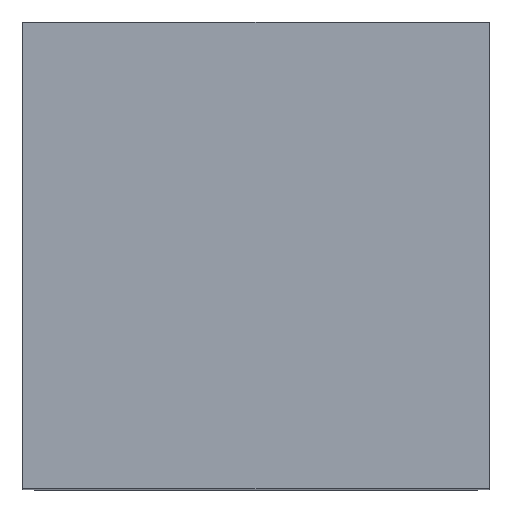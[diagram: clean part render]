
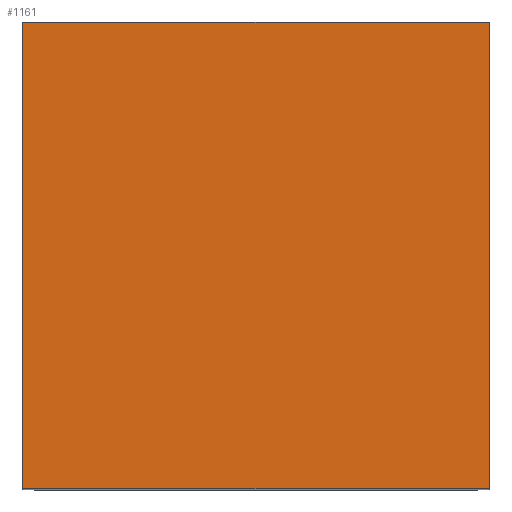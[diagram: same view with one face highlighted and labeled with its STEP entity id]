
A CAD part, top view. The second image highlights one B-rep face of the part: STEP entity #1161.
In plain terms, the highlighted face is planar.
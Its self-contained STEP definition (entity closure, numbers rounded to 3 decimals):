
#38=PLANE('',#1265);
#241=ORIENTED_EDGE('',*,*,#545,.T.);
#242=ORIENTED_EDGE('',*,*,#529,.F.);
#243=ORIENTED_EDGE('',*,*,#526,.F.);
#244=ORIENTED_EDGE('',*,*,#535,.T.);
#526=EDGE_CURVE('',#680,#677,#772,.T.);
#529=EDGE_CURVE('',#677,#682,#775,.T.);
#535=EDGE_CURVE('',#680,#686,#781,.T.);
#545=EDGE_CURVE('',#686,#682,#791,.T.);
#677=VERTEX_POINT('',#1858);
#680=VERTEX_POINT('',#1863);
#682=VERTEX_POINT('',#1870);
#686=VERTEX_POINT('',#1880);
#772=LINE('',#1864,#890);
#775=LINE('',#1869,#893);
#781=LINE('',#1881,#899);
#791=LINE('',#1896,#909);
#890=VECTOR('',#1458,1000.);
#893=VECTOR('',#1463,1000.);
#899=VECTOR('',#1471,1000.);
#909=VECTOR('',#1491,1000.);
#974=EDGE_LOOP('',(#241,#242,#243,#244));
#1062=FACE_BOUND('',#974,.T.);
#1161=ADVANCED_FACE('',(#1062),#38,.F.);
#1265=AXIS2_PLACEMENT_3D('',#1895,#1489,#1490);
#1458=DIRECTION('',(0.,0.,1.));
#1463=DIRECTION('',(0.,-1.,0.));
#1471=DIRECTION('',(0.,-1.,0.));
#1489=DIRECTION('',(1.,0.,0.));
#1490=DIRECTION('',(0.,0.,-1.));
#1491=DIRECTION('',(0.,0.,1.));
#1858=CARTESIAN_POINT('',(0.,40.,20.));
#1863=CARTESIAN_POINT('',(0.,40.,-20.));
#1864=CARTESIAN_POINT('',(0.,40.,-20.));
#1869=CARTESIAN_POINT('',(0.,40.,20.));
#1870=CARTESIAN_POINT('',(0.,0.,20.));
#1880=CARTESIAN_POINT('',(0.,0.,-20.));
#1881=CARTESIAN_POINT('',(0.,40.,-20.));
#1895=CARTESIAN_POINT('',(0.,40.,-20.));
#1896=CARTESIAN_POINT('',(0.,0.,-20.));
